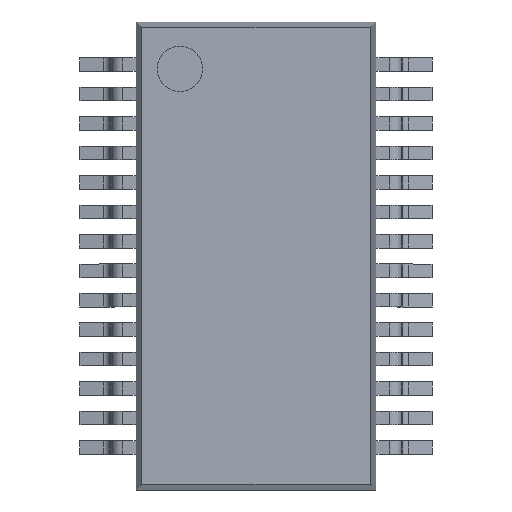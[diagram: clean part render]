
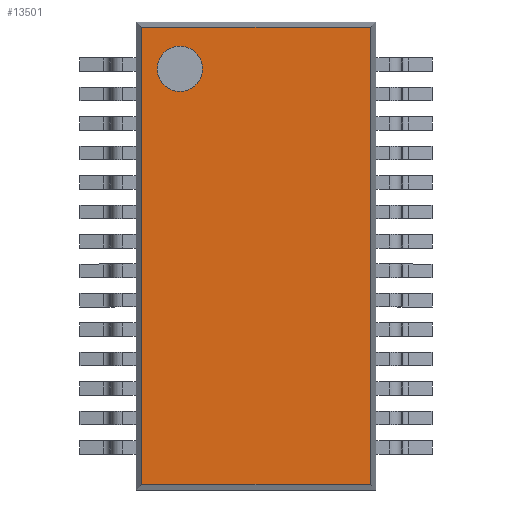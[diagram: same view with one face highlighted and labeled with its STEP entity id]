
A CAD part, top view. The second image highlights one B-rep face of the part: STEP entity #13501.
In plain terms, the highlighted free-form (B-spline) face has degree [1, 1] with [2, 2] control points.
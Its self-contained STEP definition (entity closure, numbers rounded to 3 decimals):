
#13099=CARTESIAN_POINT('',(-1.18,4.13,2.0));
#13100=VERTEX_POINT('',#13099);
#13109=CARTESIAN_POINT('',(-2.18,4.13,2.0));
#13110=VERTEX_POINT('',#13109);
#13111=CARTESIAN_POINT('',(-1.68,4.13,2.0));
#13112=DIRECTION('',(0.0,0.0,-1.0));
#13113=DIRECTION('',(1.0,0.0,0.0));
#13114=AXIS2_PLACEMENT_3D('',#13111,#13112,#13113);
#13115=CIRCLE('',#13114,0.5);
#13116=EDGE_CURVE('',#13110,#13100,#13115,.T.);
#13150=CARTESIAN_POINT('',(-1.68,4.13,2.0));
#13151=DIRECTION('',(0.0,0.0,-1.0));
#13152=DIRECTION('',(1.0,0.0,0.0));
#13153=AXIS2_PLACEMENT_3D('',#13150,#13151,#13152);
#13154=CIRCLE('',#13153,0.5);
#13155=EDGE_CURVE('',#13100,#13110,#13154,.T.);
#13366=CARTESIAN_POINT('',(2.525,5.045,2.0));
#13367=VERTEX_POINT('',#13366);
#13368=CARTESIAN_POINT('',(2.525,-5.045,2.0));
#13369=VERTEX_POINT('',#13368);
#13370=CARTESIAN_POINT('',(2.525,5.045,2.0));
#13371=DIRECTION('',(0.0,-1.0,0.0));
#13372=VECTOR('',#13371,10.09);
#13373=LINE('',#13370,#13372);
#13374=EDGE_CURVE('',#13367,#13369,#13373,.T.);
#13397=CARTESIAN_POINT('',(-2.525,-5.045,2.0));
#13398=VERTEX_POINT('',#13397);
#13399=CARTESIAN_POINT('',(-2.525,5.045,2.0));
#13400=VERTEX_POINT('',#13399);
#13401=CARTESIAN_POINT('',(-2.525,-5.045,2.0));
#13402=DIRECTION('',(0.0,1.0,0.0));
#13403=VECTOR('',#13402,10.09);
#13404=LINE('',#13401,#13403);
#13405=EDGE_CURVE('',#13398,#13400,#13404,.T.);
#13435=CARTESIAN_POINT('',(-2.525,5.045,2.0));
#13436=DIRECTION('',(1.0,0.0,0.0));
#13437=VECTOR('',#13436,5.05);
#13438=LINE('',#13435,#13437);
#13439=EDGE_CURVE('',#13400,#13367,#13438,.T.);
#13457=CARTESIAN_POINT('',(2.525,-5.045,2.0));
#13458=DIRECTION('',(-1.0,0.0,0.0));
#13459=VECTOR('',#13458,5.05);
#13460=LINE('',#13457,#13459);
#13461=EDGE_CURVE('',#13369,#13398,#13460,.T.);
#13486=CARTESIAN_POINT('',(-2.525,-5.045,2.0));
#13487=CARTESIAN_POINT('',(2.525,-5.045,2.0));
#13488=CARTESIAN_POINT('',(-2.525,5.045,2.0));
#13489=CARTESIAN_POINT('',(2.525,5.045,2.0));
#13490=B_SPLINE_SURFACE_WITH_KNOTS('',1,1,((#13486,#13488),(#13487,#13489)),.UNSPECIFIED.,.F.,.F.,.U.,(2,2),(2,2),(0.0,5.05),(0.0,10.09),.UNSPECIFIED.);
#13491=ORIENTED_EDGE('',*,*,#13405,.F.);
#13492=ORIENTED_EDGE('',*,*,#13461,.F.);
#13493=ORIENTED_EDGE('',*,*,#13374,.F.);
#13494=ORIENTED_EDGE('',*,*,#13439,.F.);
#13495=EDGE_LOOP('',(#13491,#13492,#13493,#13494));
#13496=FACE_OUTER_BOUND('',#13495,.T.);
#13497=ORIENTED_EDGE('',*,*,#13155,.T.);
#13498=ORIENTED_EDGE('',*,*,#13116,.T.);
#13499=EDGE_LOOP('',(#13497,#13498));
#13500=FACE_BOUND('',#13499,.T.);
#13501=ADVANCED_FACE('',(#13496,#13500),#13490,.T.);
